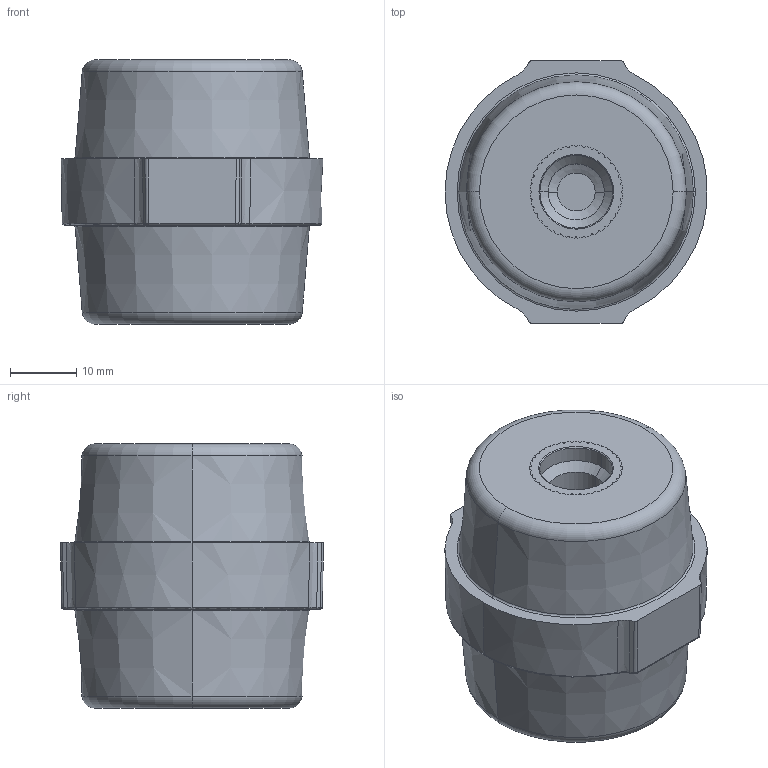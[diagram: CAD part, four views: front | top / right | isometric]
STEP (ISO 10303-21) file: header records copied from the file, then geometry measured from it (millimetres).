
FILE_DESCRIPTION (( 'STEP AP214' ), '1' );
FILE_NAME ('YIS11-40-10-K05 Èçîëÿòîð îïîðíûé SM40 (Ì10) IEK.STEP', '2024-06-18T09:22:16', ( '' ), ( '' ), 'SwSTEP 2.0', 'SolidWorks 2022', '' );
FILE_SCHEMA (( 'AUTOMOTIVE_DESIGN' ));
Length unit declared in the file: millimetre
Products named in the file (4): YIS11-40-10-K05 Изолятор опорный SM40 (М10) IEK; M10X17XD14_GAIKA_ZAKLADNAJA.stp; mh-40-001_izol_oporn_m10x17xd14_asm.stp; MH-40_001_01_IZOLJATOR_OPORN.stp
Assembly tree (4 placements, depth 3):
  YIS11-40-10-K05 Изолятор опорный SM40 (М10) IEK
    mh-40-001_izol_oporn_m10x17xd14_asm.stp
      MH-40_001_01_IZOLJATOR_OPORN.stp
      M10X17XD14_GAIKA_ZAKLADNAJA.stp  x2
Bounding box: 39.63 x 39.8 x 40 mm (x, y, z)
Volume: 37933.4 mm3; surface area: 11392.5 mm2
Topology: 3 solids, 3 shells, 1845 faces, 5411 edges, 3594 vertices
Faces by surface type: plane 898, cylinder 898, cone 23, torus 22, bspline 4
Entity records: 50149 total; most frequent: CARTESIAN_POINT 12485, ORIENTED_EDGE 8150, DIRECTION 7817, EDGE_CURVE 4075, VERTEX_POINT 2706, AXIS2_PLACEMENT_3D 2690, LINE 2437, VECTOR 2437
